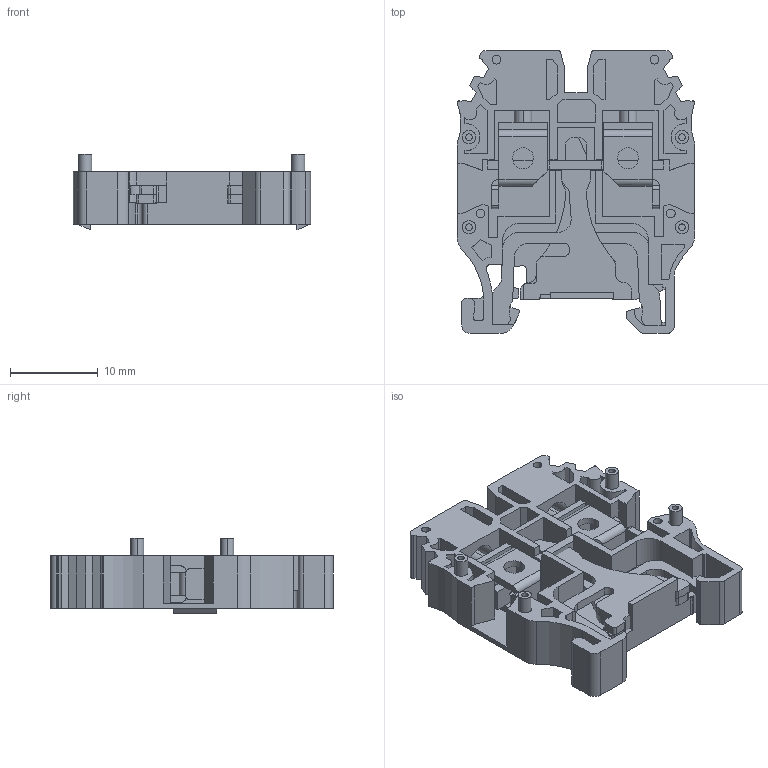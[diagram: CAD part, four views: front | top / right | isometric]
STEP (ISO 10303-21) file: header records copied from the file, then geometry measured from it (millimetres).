
FILE_DESCRIPTION (( 'STEP AP214' ), '1' );
FILE_NAME ('KN-MG10.step', '2015-05-04T11:27:13', ( '' ), ( '' ), 'SwSTEP 2.0', 'SolidWorks 2014', '' );
FILE_SCHEMA (( 'AUTOMOTIVE_DESIGN' ));
Length unit declared in the file: millimetre
Products named in the file (1): KN-MG10
Bounding box: 27 x 32.2 x 8.61 mm (x, y, z)
Volume: 2521.4 mm3; surface area: 5302.7 mm2
Topology: 7 solids, 7 shells, 564 faces, 1552 edges, 1029 vertices
Faces by surface type: plane 364, cylinder 200
Entity records: 22215 total; most frequent: CARTESIAN_POINT 3158, DIRECTION 3105, ORIENTED_EDGE 3104, EDGE_CURVE 1552, VECTOR 1121, LINE 1121, VERTEX_POINT 1029, AXIS2_PLACEMENT_3D 992
